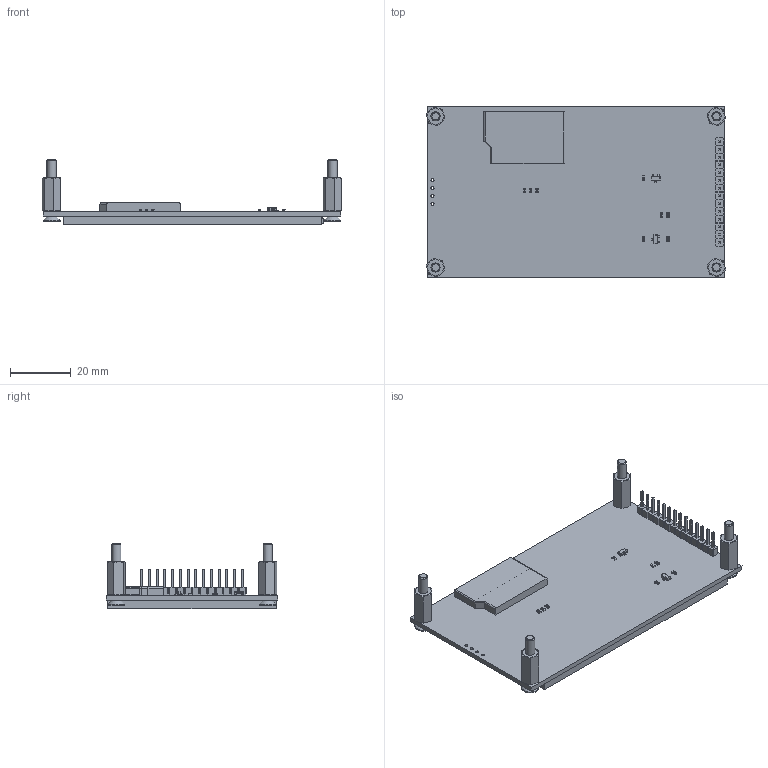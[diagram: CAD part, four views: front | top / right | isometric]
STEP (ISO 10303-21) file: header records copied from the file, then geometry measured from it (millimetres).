
FILE_DESCRIPTION(/* description */ (''),/* implementation_level */ '2;1');
FILE_NAME(/* name */ 'Display SPI 3.5 ILI9488 PCB mounted.stp',/* time_stamp */ '2022-04-26T11:34:04+03:00',/* author */ ('Mikhail_Sadilov'),/* organization */ (''),/* preprocessor_version */ 'ST-DEVELOPER v18.1',/* originating_system */ 'Autodesk Inventor 2022',/* authorisation */ '');
FILE_SCHEMA (('AUTOMOTIVE_DESIGN { 1 0 10303 214 3 1 1 }'));
Length unit declared in the file: millimetre
Products named in the file (18): Display SPI  3.5 ILI9488; chip_0603_r; SW3dPS-0603_SMD_Capacitor; 7356281536; Body; Open_CASCADE_STEP_translator_6.8_8.1.1; Leader; 6915923296; Body_1; Open_CASCADE_STEP_translator_6.8_8.1.1_1; Leader_1; PLS-14; PLS-1; ïðÿìîé_øòûðü; îñíîâàíèå; Display_SPI__3.5_ILI9488; Стойка 11 мм; Винт 2.M3-6gx6 ГОСТ 
17475-80
Assembly tree (48 placements, depth 4):
  Display SPI  3.5 ILI9488
    chip_0603_r  x6
    SW3dPS-0603_SMD_Capacitor  x2
    7356281536
      Body
        Open_CASCADE_STEP_translator_6.8_8.1.1
      Leader  x3
    6915923296
      Body_1
        Open_CASCADE_STEP_translator_6.8_8.1.1_1
      Leader_1  x3
    PLS-14
      PLS-1  x16
        ïðÿìîé_øòûðü
        îñíîâàíèå
    Display_SPI__3.5_ILI9488
    Стойка 11 мм  x4
    Винт 2.M3-6gx6 ГОСТ 
17475-80  x4
Bounding box: 98.33 x 56.3 x 21.4 mm (x, y, z)
Volume: 24032.9 mm3; surface area: 16431.1 mm2
Topology: 93 solids, 93 shells, 2029 faces, 4752 edges, 2874 vertices
Faces by surface type: plane 1209, bspline 400, cylinder 312, cone 60, sphere 32, torus 16
Full cylindrical faces by diameter (mm): 1 x18, 2.5 x4, 3 x12, 5.6 x4
Entity records: 23002 total; most frequent: CARTESIAN_POINT 10369, ORIENTED_EDGE 2476, DIRECTION 2171, EDGE_CURVE 1238, VERTEX_POINT 760, AXIS2_PLACEMENT_3D 734, LINE 703, VECTOR 703
